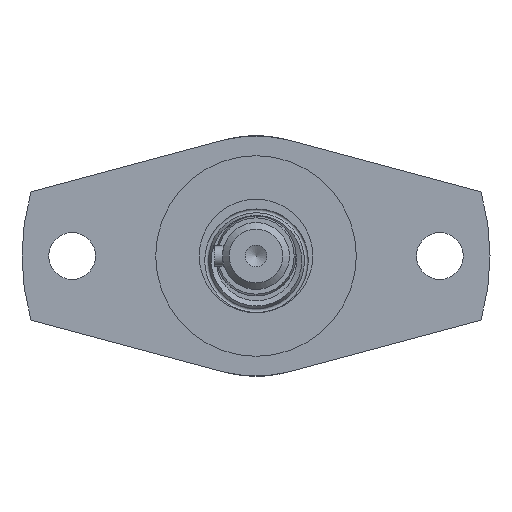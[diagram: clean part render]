
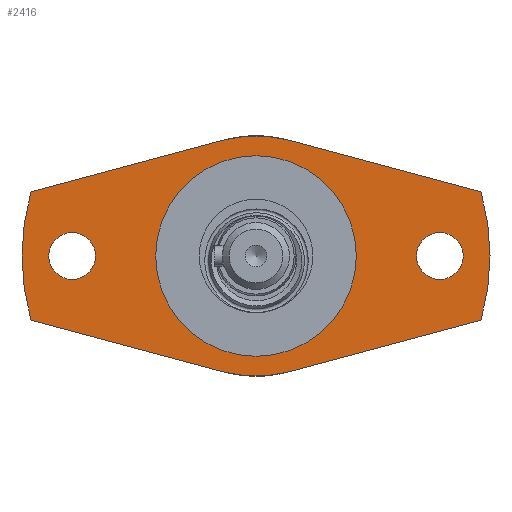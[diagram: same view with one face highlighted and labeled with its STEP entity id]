
A CAD part, left-side view. The second image highlights one B-rep face of the part: STEP entity #2416.
In plain terms, the highlighted planar face has unit normal (-1, 0, 0).
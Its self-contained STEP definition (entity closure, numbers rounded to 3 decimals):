
#81=LINE('',#3614,#307);
#85=LINE('',#3623,#311);
#91=LINE('',#3644,#317);
#95=LINE('',#3653,#321);
#307=VECTOR('',#2879,10.);
#311=VECTOR('',#2885,10.);
#317=VECTOR('',#2905,10.);
#321=VECTOR('',#2911,10.);
#666=FACE_BOUND('',#848,.T.);
#667=FACE_BOUND('',#849,.T.);
#668=FACE_BOUND('',#850,.T.);
#713=FACE_OUTER_BOUND('',#847,.T.);
#847=EDGE_LOOP('',(#1766,#1767,#1768,#1769,#1770,#1771,#1772,#1773));
#848=EDGE_LOOP('',(#1774,#1775));
#849=EDGE_LOOP('',(#1776));
#850=EDGE_LOOP('',(#1777));
#995=CIRCLE('',#2592,3.5);
#997=CIRCLE('',#2595,3.5);
#1000=CIRCLE('',#2601,35.);
#1004=CIRCLE('',#2606,18.);
#1006=CIRCLE('',#2608,18.);
#1009=CIRCLE('',#2612,35.);
#1010=CIRCLE('',#2613,15.);
#1011=CIRCLE('',#2614,15.);
#1097=VERTEX_POINT('',#3611);
#1098=VERTEX_POINT('',#3613);
#1101=VERTEX_POINT('',#3620);
#1102=VERTEX_POINT('',#3622);
#1103=VERTEX_POINT('',#3626);
#1105=VERTEX_POINT('',#3632);
#1109=VERTEX_POINT('',#3641);
#1110=VERTEX_POINT('',#3643);
#1113=VERTEX_POINT('',#3650);
#1114=VERTEX_POINT('',#3652);
#1119=VERTEX_POINT('',#3674);
#1120=VERTEX_POINT('',#3675);
#1341=EDGE_CURVE('',#1098,#1097,#81,.T.);
#1345=EDGE_CURVE('',#1102,#1101,#85,.T.);
#1347=EDGE_CURVE('',#1103,#1103,#995,.T.);
#1350=EDGE_CURVE('',#1105,#1105,#997,.T.);
#1355=EDGE_CURVE('',#1110,#1109,#91,.T.);
#1359=EDGE_CURVE('',#1114,#1113,#95,.T.);
#1362=EDGE_CURVE('',#1114,#1101,#1000,.T.);
#1367=EDGE_CURVE('',#1097,#1102,#1004,.T.);
#1369=EDGE_CURVE('',#1113,#1110,#1006,.T.);
#1372=EDGE_CURVE('',#1098,#1109,#1009,.T.);
#1373=EDGE_CURVE('',#1119,#1120,#1010,.T.);
#1374=EDGE_CURVE('',#1120,#1119,#1011,.T.);
#1766=ORIENTED_EDGE('',*,*,#1341,.T.);
#1767=ORIENTED_EDGE('',*,*,#1367,.T.);
#1768=ORIENTED_EDGE('',*,*,#1345,.T.);
#1769=ORIENTED_EDGE('',*,*,#1362,.F.);
#1770=ORIENTED_EDGE('',*,*,#1359,.T.);
#1771=ORIENTED_EDGE('',*,*,#1369,.T.);
#1772=ORIENTED_EDGE('',*,*,#1355,.T.);
#1773=ORIENTED_EDGE('',*,*,#1372,.F.);
#1774=ORIENTED_EDGE('',*,*,#1373,.T.);
#1775=ORIENTED_EDGE('',*,*,#1374,.T.);
#1776=ORIENTED_EDGE('',*,*,#1350,.T.);
#1777=ORIENTED_EDGE('',*,*,#1347,.T.);
#2315=PLANE('',#2611);
#2416=ADVANCED_FACE('',(#713,#666,#667,#668),#2315,.T.);
#2592=AXIS2_PLACEMENT_3D('',#3627,#2889,#2890);
#2595=AXIS2_PLACEMENT_3D('',#3633,#2896,#2897);
#2601=AXIS2_PLACEMENT_3D('',#3657,#2917,#2918);
#2606=AXIS2_PLACEMENT_3D('',#3667,#2928,#2929);
#2608=AXIS2_PLACEMENT_3D('',#3669,#2932,#2933);
#2611=AXIS2_PLACEMENT_3D('',#3672,#2938,#2939);
#2612=AXIS2_PLACEMENT_3D('',#3673,#2940,#2941);
#2613=AXIS2_PLACEMENT_3D('',#3676,#2942,#2943);
#2614=AXIS2_PLACEMENT_3D('',#3677,#2944,#2945);
#2879=DIRECTION('',(0.,-0.966,-0.259));
#2885=DIRECTION('',(0.,-0.966,0.259));
#2889=DIRECTION('center_axis',(1.,0.,0.));
#2890=DIRECTION('ref_axis',(0.,0.,
-1.));
#2896=DIRECTION('center_axis',(1.,0.,0.));
#2897=DIRECTION('ref_axis',(0.,0.,
-1.));
#2905=DIRECTION('',(0.,0.966,-0.259));
#2911=DIRECTION('',(0.,0.966,0.259));
#2917=DIRECTION('center_axis',(1.,0.,0.));
#2918=DIRECTION('ref_axis',(0.,1.,0.));
#2928=DIRECTION('center_axis',(-1.,0.,0.));
#2929=DIRECTION('ref_axis',(0.,0.259,-0.966));
#2932=DIRECTION('center_axis',(-1.,0.,0.));
#2933=DIRECTION('ref_axis',(0.,0.259,-0.966));
#2938=DIRECTION('center_axis',(-1.,0.,0.));
#2939=DIRECTION('ref_axis',(0.,0.,1.));
#2940=DIRECTION('center_axis',(1.,0.,0.));
#2941=DIRECTION('ref_axis',(0.,1.,0.));
#2942=DIRECTION('center_axis',(1.,0.,0.));
#2943=DIRECTION('ref_axis',(0.,1.,0.));
#2944=DIRECTION('center_axis',(1.,0.,0.));
#2945=DIRECTION('ref_axis',(0.,1.,0.));
#3611=CARTESIAN_POINT('',(-80.,4.659,-17.387));
#3613=CARTESIAN_POINT('',(-80.,33.653,-9.618));
#3614=CARTESIAN_POINT('',(-80.,16.321,-14.262));
#3620=CARTESIAN_POINT('',(-80.,-33.653,-9.618));
#3622=CARTESIAN_POINT('',(-80.,-4.659,-17.387));
#3623=CARTESIAN_POINT('',(-80.,-7.493,-16.627));
#3626=CARTESIAN_POINT('',(-80.,27.5,3.5));
#3627=CARTESIAN_POINT('Origin',(-80.,27.5,0.));
#3632=CARTESIAN_POINT('',(-80.,-27.5,3.5));
#3633=CARTESIAN_POINT('Origin',(-80.,-27.5,0.));
#3641=CARTESIAN_POINT('',(-80.,33.653,9.618));
#3643=CARTESIAN_POINT('',(-80.,4.659,17.387));
#3644=CARTESIAN_POINT('',(-80.,30.818,10.377));
#3650=CARTESIAN_POINT('',(-80.,-4.659,17.387));
#3652=CARTESIAN_POINT('',(-80.,-33.653,9.618));
#3653=CARTESIAN_POINT('',(-80.,7.004,20.512));
#3657=CARTESIAN_POINT('Origin',(-80.,0.,
0.));
#3667=CARTESIAN_POINT('Origin',(-80.,0.,0.));
#3669=CARTESIAN_POINT('Origin',(-80.,0.,0.));
#3672=CARTESIAN_POINT('Origin',(-80.,25.,0.));
#3673=CARTESIAN_POINT('Origin',(-80.,0.,
0.));
#3674=CARTESIAN_POINT('',(-80.,15.,0.));
#3675=CARTESIAN_POINT('',(-80.,-15.,0.));
#3676=CARTESIAN_POINT('Origin',(-80.,0.,0.));
#3677=CARTESIAN_POINT('Origin',(-80.,0.,0.));
